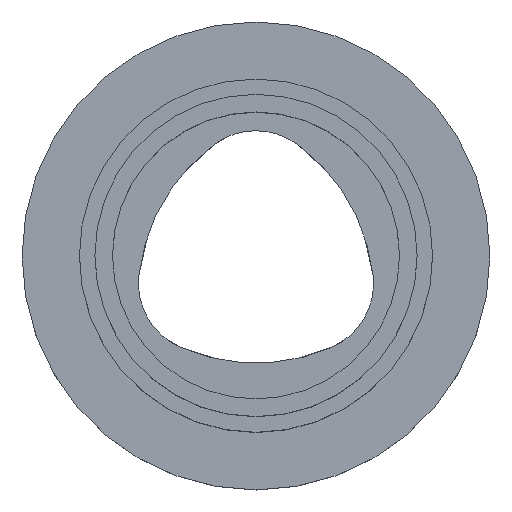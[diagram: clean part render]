
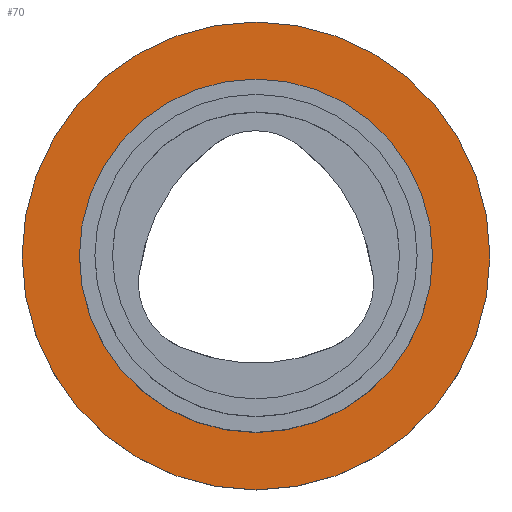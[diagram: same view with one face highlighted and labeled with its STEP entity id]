
A CAD part, top view. The second image highlights one B-rep face of the part: STEP entity #70.
In plain terms, the highlighted planar face has unit normal (0, 0, 1).
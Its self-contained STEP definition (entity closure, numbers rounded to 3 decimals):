
#70=ADVANCED_FACE('',(#99,#100),#84,.T.);
#84=PLANE('',#319);
#99=FACE_BOUND('',#121,.T.);
#100=FACE_BOUND('',#122,.T.);
#121=EDGE_LOOP('',(#154));
#122=EDGE_LOOP('',(#155));
#154=ORIENTED_EDGE('',*,*,#218,.F.);
#155=ORIENTED_EDGE('',*,*,#229,.F.);
#196=VERTEX_POINT('',#444);
#207=VERTEX_POINT('',#470);
#218=EDGE_CURVE('',#196,#196,#246,.T.);
#229=EDGE_CURVE('',#207,#207,#257,.T.);
#246=CIRCLE('',#302,53.);
#257=CIRCLE('',#317,40.013);
#302=AXIS2_PLACEMENT_3D('',#443,#353,#354);
#317=AXIS2_PLACEMENT_3D('',#469,#383,#384);
#319=AXIS2_PLACEMENT_3D('',#472,#387,#388);
#353=DIRECTION('',(0.,0.,-1.));
#354=DIRECTION('',(1.,0.,0.));
#383=DIRECTION('',(0.,0.,1.));
#384=DIRECTION('',(1.,0.,0.));
#387=DIRECTION('',(0.,0.,1.));
#388=DIRECTION('',(1.,0.,0.));
#443=CARTESIAN_POINT('',(0.,0.,14.));
#444=CARTESIAN_POINT('',(53.,0.,14.));
#469=CARTESIAN_POINT('',(0.,0.,14.));
#470=CARTESIAN_POINT('',(40.013,0.,14.));
#472=CARTESIAN_POINT('',(0.,0.,14.));
